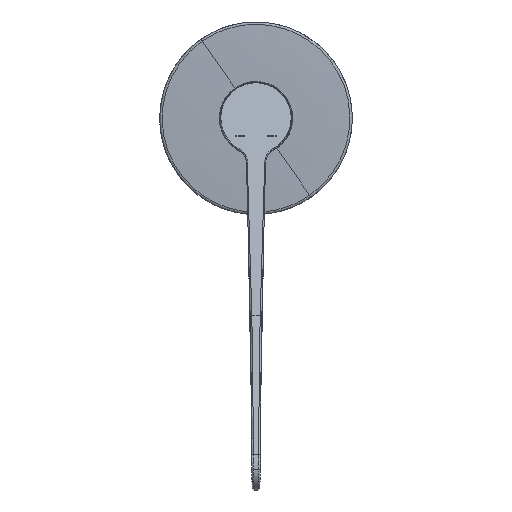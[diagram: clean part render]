
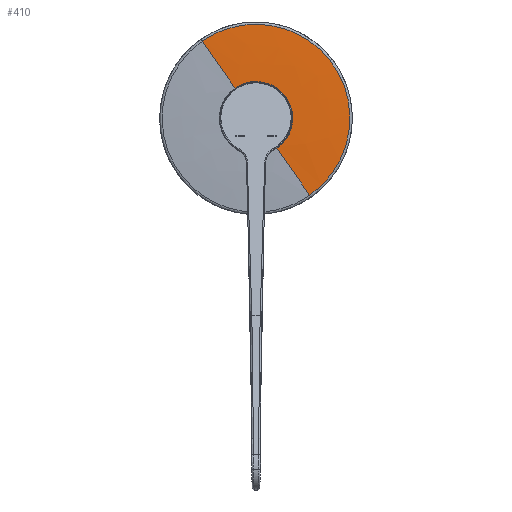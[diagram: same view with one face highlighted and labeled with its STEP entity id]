
A CAD part, front view. The second image highlights one B-rep face of the part: STEP entity #410.
In plain terms, the highlighted free-form (B-spline) face has degree [3, 3] with [4, 4] control points.
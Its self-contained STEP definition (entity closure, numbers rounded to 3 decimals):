
#410=ADVANCED_FACE('',(#1035),#9536,.T.);
#1035=FACE_OUTER_BOUND('',#1675,.T.);
#1675=EDGE_LOOP('',(#3049,#3050,#3051,#3052));
#3049=ORIENTED_EDGE('',*,*,#5626,.T.);
#3050=ORIENTED_EDGE('',*,*,#5627,.T.);
#3051=ORIENTED_EDGE('',*,*,#5628,.T.);
#3052=ORIENTED_EDGE('',*,*,#5629,.T.);
#5626=EDGE_CURVE('',#8526,#8527,#7794,.T.);
#5627=EDGE_CURVE('',#8527,#8528,#7795,.T.);
#5628=EDGE_CURVE('',#8528,#8529,#7796,.T.);
#5629=EDGE_CURVE('',#8529,#8526,#7797,.T.);
#7794=(
BOUNDED_CURVE()
B_SPLINE_CURVE(3,(#20476,#20477,#20478,#20479),.UNSPECIFIED.,.F.,.F.)
B_SPLINE_CURVE_WITH_KNOTS((4,4),(0.,1.),.UNSPECIFIED.)
CURVE()
GEOMETRIC_REPRESENTATION_ITEM()
RATIONAL_B_SPLINE_CURVE((1.,1.,1.,1.))
REPRESENTATION_ITEM('')
);
#7795=(
BOUNDED_CURVE()
B_SPLINE_CURVE(3,(#20480,#20481,#20482,#20483),.UNSPECIFIED.,.F.,.F.)
B_SPLINE_CURVE_WITH_KNOTS((4,4),(0.,1.),.UNSPECIFIED.)
CURVE()
GEOMETRIC_REPRESENTATION_ITEM()
RATIONAL_B_SPLINE_CURVE((1.,0.333,0.333,1.))
REPRESENTATION_ITEM('')
);
#7796=(
BOUNDED_CURVE()
B_SPLINE_CURVE(3,(#20484,#20485,#20486,#20487),.UNSPECIFIED.,.F.,.F.)
B_SPLINE_CURVE_WITH_KNOTS((4,4),(-1.,0.),.UNSPECIFIED.)
CURVE()
GEOMETRIC_REPRESENTATION_ITEM()
RATIONAL_B_SPLINE_CURVE((1.,1.,1.,1.))
REPRESENTATION_ITEM('')
);
#7797=(
BOUNDED_CURVE()
B_SPLINE_CURVE(3,(#20488,#20489,#20490,#20491),.UNSPECIFIED.,.F.,.F.)
B_SPLINE_CURVE_WITH_KNOTS((4,4),(-1.,0.),.UNSPECIFIED.)
CURVE()
GEOMETRIC_REPRESENTATION_ITEM()
RATIONAL_B_SPLINE_CURVE((1.,0.333,0.333,1.))
REPRESENTATION_ITEM('')
);
#8526=VERTEX_POINT('',#20456);
#8527=VERTEX_POINT('',#20457);
#8528=VERTEX_POINT('',#20458);
#8529=VERTEX_POINT('',#20459);
#9536=(
BOUNDED_SURFACE()
B_SPLINE_SURFACE(3,3,((#20233,#20234,#20235,#20236),(#20237,#20238,#20239,
#20240),(#20241,#20242,#20243,#20244),(#20245,#20246,#20247,#20248)),
 .UNSPECIFIED.,.F.,.F.,.F.)
B_SPLINE_SURFACE_WITH_KNOTS((4,4),(4,4),(0.,1.),(0.,1.),.UNSPECIFIED.)
GEOMETRIC_REPRESENTATION_ITEM()
RATIONAL_B_SPLINE_SURFACE(((1.,0.333,0.333,1.),
(1.,0.333,0.333,1.),
(1.,0.333,0.333,1.),
(1.,0.333,0.333,1.)))
REPRESENTATION_ITEM('')
SURFACE()
);
#20233=CARTESIAN_POINT('',(-32.067,2.7,60.564));
#20234=CARTESIAN_POINT('',(59.923,2.7,124.698));
#20235=CARTESIAN_POINT('',(124.057,2.7,32.709));
#20236=CARTESIAN_POINT('',(32.067,2.7,-31.425));
#20237=CARTESIAN_POINT('',(-25.557,2.17,51.227));
#20238=CARTESIAN_POINT('',(47.758,2.17,102.341));
#20239=CARTESIAN_POINT('',(98.872,2.17,29.026));
#20240=CARTESIAN_POINT('',(25.557,2.17,-22.088));
#20241=CARTESIAN_POINT('',(-19.042,1.905,41.882));
#20242=CARTESIAN_POINT('',(35.583,1.905,79.965));
#20243=CARTESIAN_POINT('',(73.667,1.905,25.341));
#20244=CARTESIAN_POINT('',(19.042,1.905,-12.743));
#20245=CARTESIAN_POINT('',(-12.525,1.905,32.534));
#20246=CARTESIAN_POINT('',(23.405,1.905,57.584));
#20247=CARTESIAN_POINT('',(48.455,1.905,21.654));
#20248=CARTESIAN_POINT('',(12.525,1.905,-3.396));
#20456=CARTESIAN_POINT('',(-32.067,2.7,60.564));
#20457=CARTESIAN_POINT('',(-12.525,1.905,32.534));
#20458=CARTESIAN_POINT('',(12.525,1.905,-3.396));
#20459=CARTESIAN_POINT('',(32.067,2.7,-31.425));
#20476=CARTESIAN_POINT('',(-32.067,2.7,60.564));
#20477=CARTESIAN_POINT('',(-25.557,2.17,51.227));
#20478=CARTESIAN_POINT('',(-19.042,1.905,41.882));
#20479=CARTESIAN_POINT('',(-12.525,1.905,32.534));
#20480=CARTESIAN_POINT('',(-12.525,1.905,32.534));
#20481=CARTESIAN_POINT('',(23.405,1.905,57.584));
#20482=CARTESIAN_POINT('',(48.455,1.905,21.654));
#20483=CARTESIAN_POINT('',(12.525,1.905,-3.396));
#20484=CARTESIAN_POINT('',(12.525,1.905,-3.396));
#20485=CARTESIAN_POINT('',(19.042,1.905,-12.743));
#20486=CARTESIAN_POINT('',(25.557,2.17,-22.088));
#20487=CARTESIAN_POINT('',(32.067,2.7,-31.425));
#20488=CARTESIAN_POINT('',(32.067,2.7,-31.425));
#20489=CARTESIAN_POINT('',(124.057,2.7,32.709));
#20490=CARTESIAN_POINT('',(59.923,2.7,124.698));
#20491=CARTESIAN_POINT('',(-32.067,2.7,60.564));
